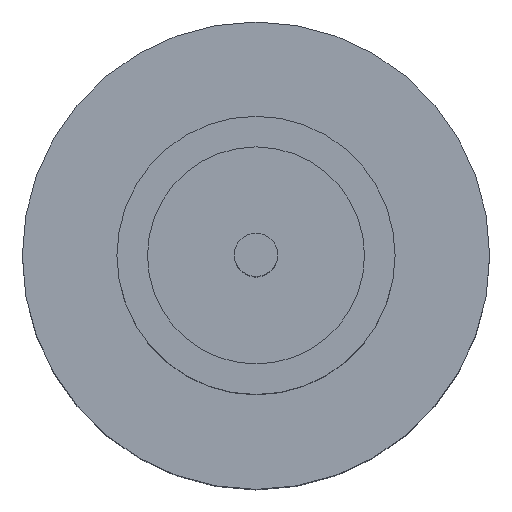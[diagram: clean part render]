
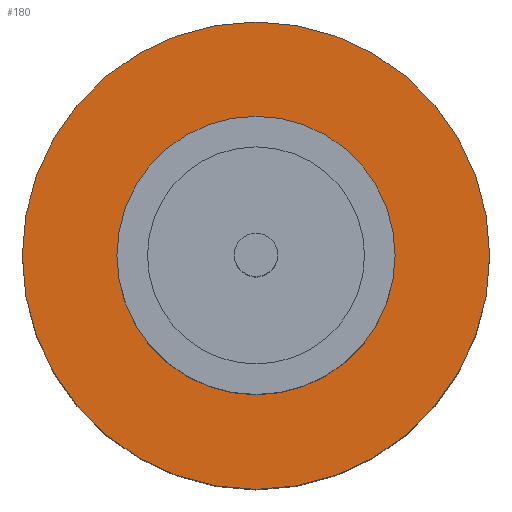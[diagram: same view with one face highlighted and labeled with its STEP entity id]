
A CAD part, top view. The second image highlights one B-rep face of the part: STEP entity #180.
In plain terms, the highlighted planar face has unit normal (0, 0, 1).
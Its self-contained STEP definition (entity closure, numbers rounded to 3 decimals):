
#3 = CIRCLE ( 'NONE', #189, 1.25 ) ;
#6 = CARTESIAN_POINT ( 'NONE',  ( 0., 0., 1.55 ) ) ;
#15 = CIRCLE ( 'NONE', #764, 1.25 ) ;
#16 = FACE_OUTER_BOUND ( 'NONE', #869, .T. ) ;
#60 = VERTEX_POINT ( 'NONE', #941 ) ;
#80 = CARTESIAN_POINT ( 'NONE',  ( 0., 0., 1.55 ) ) ;
#158 = EDGE_CURVE ( 'NONE', #281, #60, #815, .T. ) ;
#180 = ADVANCED_FACE ( 'NONE', ( #214, #16 ), #303, .T. ) ;
#189 = AXIS2_PLACEMENT_3D ( 'NONE', #639, #783, #553 ) ;
#190 = EDGE_CURVE ( 'NONE', #60, #281, #228, .T. ) ;
#214 = FACE_BOUND ( 'NONE', #269, .T. ) ;
#228 = CIRCLE ( 'NONE', #445, 2.1 ) ;
#267 = DIRECTION ( 'NONE',  ( 0., 0., 1. ) ) ;
#269 = EDGE_LOOP ( 'NONE', ( #567, #828 ) ) ;
#281 = VERTEX_POINT ( 'NONE', #857 ) ;
#303 = PLANE ( 'NONE',  #329 ) ;
#329 = AXIS2_PLACEMENT_3D ( 'NONE', #80, #676, #517 ) ;
#330 = DIRECTION ( 'NONE',  ( 1., 0., 0. ) ) ;
#334 = ORIENTED_EDGE ( 'NONE', *, *, #158, .T. ) ;
#389 = CARTESIAN_POINT ( 'NONE',  ( 0., 0., 1.55 ) ) ;
#401 = VERTEX_POINT ( 'NONE', #810 ) ;
#434 = AXIS2_PLACEMENT_3D ( 'NONE', #6, #516, #743 ) ;
#445 = AXIS2_PLACEMENT_3D ( 'NONE', #847, #267, #330 ) ;
#462 = DIRECTION ( 'NONE',  ( 1., 0., 0. ) ) ;
#516 = DIRECTION ( 'NONE',  ( 0., 0., 1. ) ) ;
#517 = DIRECTION ( 'NONE',  ( 1., 0., 0. ) ) ;
#553 = DIRECTION ( 'NONE',  ( 1., 0., 0. ) ) ;
#567 = ORIENTED_EDGE ( 'NONE', *, *, #851, .F. ) ;
#568 = VERTEX_POINT ( 'NONE', #897 ) ;
#611 = DIRECTION ( 'NONE',  ( 0., 0., 1. ) ) ;
#639 = CARTESIAN_POINT ( 'NONE',  ( 0., 0., 1.55 ) ) ;
#676 = DIRECTION ( 'NONE',  ( 0., 0., 1. ) ) ;
#743 = DIRECTION ( 'NONE',  ( 1., 0., 0. ) ) ;
#745 = EDGE_CURVE ( 'NONE', #401, #568, #15, .T. ) ;
#764 = AXIS2_PLACEMENT_3D ( 'NONE', #389, #611, #462 ) ;
#783 = DIRECTION ( 'NONE',  ( 0., 0., 1. ) ) ;
#807 = ORIENTED_EDGE ( 'NONE', *, *, #190, .T. ) ;
#810 = CARTESIAN_POINT ( 'NONE',  ( -1.25, 0., 1.55 ) ) ;
#815 = CIRCLE ( 'NONE', #434, 2.1 ) ;
#828 = ORIENTED_EDGE ( 'NONE', *, *, #745, .F. ) ;
#847 = CARTESIAN_POINT ( 'NONE',  ( 0., 0., 1.55 ) ) ;
#851 = EDGE_CURVE ( 'NONE', #568, #401, #3, .T. ) ;
#857 = CARTESIAN_POINT ( 'NONE',  ( 2.1, 0., 1.55 ) ) ;
#869 = EDGE_LOOP ( 'NONE', ( #807, #334 ) ) ;
#897 = CARTESIAN_POINT ( 'NONE',  ( 1.25, 0., 1.55 ) ) ;
#941 = CARTESIAN_POINT ( 'NONE',  ( -2.1, 0., 1.55 ) ) ;
